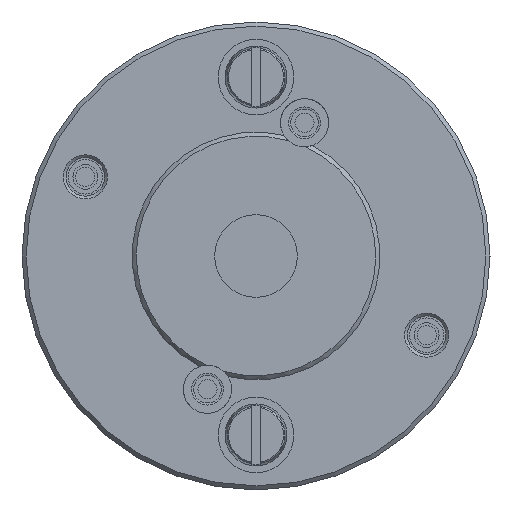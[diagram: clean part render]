
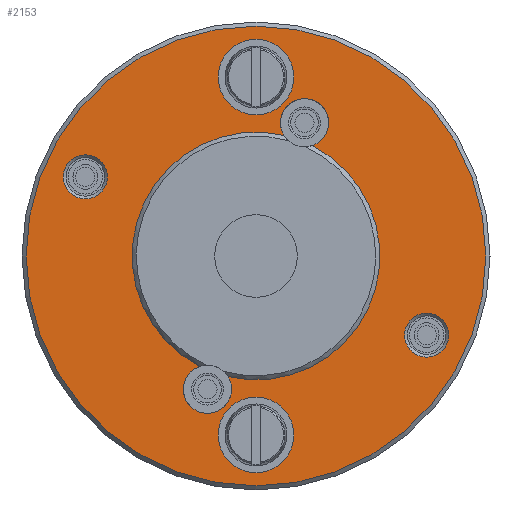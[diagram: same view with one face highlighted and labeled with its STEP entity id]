
A CAD part, left-side view. The second image highlights one B-rep face of the part: STEP entity #2153.
In plain terms, the highlighted planar face has unit normal (-1, 0, 0).
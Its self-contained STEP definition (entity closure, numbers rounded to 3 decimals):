
#16 = EDGE_CURVE ( 'NONE', #592, #592, #2858, .T. ) ;
#21 = ORIENTED_EDGE ( 'NONE', *, *, #782, .F. ) ;
#31 = EDGE_CURVE ( 'Defeature ausgef�hrt1_4+Defeature ausgef�hrt1_5+Defeature ausgef�hrt1_62+Defeature ausgef�hrt1_53', #253, #1535, #2896, .T. ) ;
#85 = CARTESIAN_POINT ( 'NONE',  ( -8.9, -2.028, 8.768 ) ) ;
#132 = FACE_BOUND ( 'NONE', #2850, .T. ) ;
#156 = EDGE_CURVE ( 'Defeature ausgef�hrt1_62+Defeature ausgef�hrt1_5+Defeature ausgef�hrt1_3+Defeature ausgef�hrt1_4', #1265, #253, #553, .T. ) ;
#201 = EDGE_CURVE ( 'NONE', #2725, #2725, #2575, .T. ) ;
#231 = CARTESIAN_POINT ( 'NONE',  ( -8.9, 0., 15.75 ) ) ;
#244 = AXIS2_PLACEMENT_3D ( 'NONE', #1476, #2634, #2842 ) ;
#253 = VERTEX_POINT ( 'NONE', #85 ) ;
#323 = AXIS2_PLACEMENT_3D ( 'NONE', #716, #702, #687 ) ;
#350 = EDGE_CURVE ( 'Defeature ausgef�hrt1_3+Defeature ausgef�hrt1_5+Defeature ausgef�hrt1_53+Defeature ausgef�hrt1_62', #2023, #1265, #2732, .T. ) ;
#525 = ORIENTED_EDGE ( 'NONE', *, *, #704, .F. ) ;
#553 = CIRCLE ( 'NONE', #2586, 1.75 ) ;
#571 = CARTESIAN_POINT ( 'NONE',  ( -8.9, 0., -15.75 ) ) ;
#592 = VERTEX_POINT ( 'NONE', #571 ) ;
#593 = CARTESIAN_POINT ( 'NONE',  ( -8.9, 0., 0. ) ) ;
#606 = DIRECTION ( 'NONE',  ( -1., 0., 0. ) ) ;
#687 = DIRECTION ( 'NONE',  ( 0., 0., 1. ) ) ;
#702 = DIRECTION ( 'NONE',  ( -1., 0., 0. ) ) ;
#704 = EDGE_CURVE ( 'Defeature ausgef�hrt1_53+Defeature ausgef�hrt1_5+Defeature ausgef�hrt1_4+Defeature ausgef�hrt1_3', #1535, #2023, #2807, .T. ) ;
#716 = CARTESIAN_POINT ( 'NONE',  ( -8.9, 0., 0. ) ) ;
#766 = DIRECTION ( 'NONE',  ( 0., 0., 1. ) ) ;
#768 = DIRECTION ( 'NONE',  ( -1., 0., 0. ) ) ;
#778 = FACE_BOUND ( 'NONE', #837, .T. ) ;
#782 = EDGE_CURVE ( 'NONE', #2753, #2753, #2498, .T. ) ;
#812 = FACE_BOUND ( 'NONE', #1808, .T. ) ;
#837 = EDGE_LOOP ( 'NONE', ( #1309 ) ) ;
#900 = EDGE_CURVE ( 'NONE', #1468, #1468, #1414, .T. ) ;
#926 = AXIS2_PLACEMENT_3D ( 'NONE', #1279, #606, #1642 ) ;
#1031 = FACE_OUTER_BOUND ( 'NONE', #1262, .T. ) ;
#1146 = EDGE_LOOP ( 'NONE', ( #21 ) ) ;
#1262 = EDGE_LOOP ( 'NONE', ( #2776 ) ) ;
#1265 = VERTEX_POINT ( 'NONE', #2150 ) ;
#1279 = CARTESIAN_POINT ( 'NONE',  ( -8.9, 0., 0. ) ) ;
#1309 = ORIENTED_EDGE ( 'NONE', *, *, #900, .T. ) ;
#1414 = CIRCLE ( 'NONE', #1700, 1.6 ) ;
#1468 = VERTEX_POINT ( 'NONE', #2742 ) ;
#1469 = DIRECTION ( 'NONE',  ( 0., 0., 1. ) ) ;
#1476 = CARTESIAN_POINT ( 'NONE',  ( -8.9, 3.523, -9.679 ) ) ;
#1535 = VERTEX_POINT ( 'NONE', #2502 ) ;
#1612 = DIRECTION ( 'NONE',  ( 0., 0., 1. ) ) ;
#1642 = DIRECTION ( 'NONE',  ( 0., 0., 1. ) ) ;
#1657 = PLANE ( 'NONE',  #926 ) ;
#1700 = AXIS2_PLACEMENT_3D ( 'NONE', #2388, #2380, #1469 ) ;
#1706 = CARTESIAN_POINT ( 'NONE',  ( -8.9, 12.4, 7.35 ) ) ;
#1755 = FACE_BOUND ( 'NONE', #2456, .T. ) ;
#1764 = CARTESIAN_POINT ( 'NONE',  ( -8.9, 0., 0. ) ) ;
#1779 = VERTEX_POINT ( 'NONE', #2054 ) ;
#1808 = EDGE_LOOP ( 'NONE', ( #2621 ) ) ;
#1833 = AXIS2_PLACEMENT_3D ( 'NONE', #2327, #2321, #2538 ) ;
#1955 = AXIS2_PLACEMENT_3D ( 'NONE', #1764, #2012, #1612 ) ;
#2012 = DIRECTION ( 'NONE',  ( -1., 0., 0. ) ) ;
#2023 = VERTEX_POINT ( 'NONE', #2290 ) ;
#2054 = CARTESIAN_POINT ( 'NONE',  ( -8.9, 0., 16.7 ) ) ;
#2100 = DIRECTION ( 'NONE',  ( 1., 0., 0. ) ) ;
#2107 = DIRECTION ( 'NONE',  ( 0., 0., 1. ) ) ;
#2150 = CARTESIAN_POINT ( 'NONE',  ( -8.9, -4.083, 8.021 ) ) ;
#2153 = ADVANCED_FACE ( 'Defeature ausgef�hrt1_5', ( #778, #812, #132, #1031, #1755, #2888 ), #1657, .T. ) ;
#2172 = DIRECTION ( 'NONE',  ( -1., 0., 0. ) ) ;
#2177 = CARTESIAN_POINT ( 'NONE',  ( -8.9, 12.4, 5.75 ) ) ;
#2201 = DIRECTION ( 'NONE',  ( 0., 0., -1. ) ) ;
#2220 = CARTESIAN_POINT ( 'NONE',  ( -8.9, 0., -13. ) ) ;
#2285 = DIRECTION ( 'NONE',  ( 0., 0., 1. ) ) ;
#2290 = CARTESIAN_POINT ( 'NONE',  ( -8.9, 2.028, -8.768 ) ) ;
#2291 = DIRECTION ( 'NONE',  ( -1., 0., 0. ) ) ;
#2295 = CARTESIAN_POINT ( 'NONE',  ( -8.9, -3.523, 9.679 ) ) ;
#2321 = DIRECTION ( 'NONE',  ( -1., 0., 0. ) ) ;
#2327 = CARTESIAN_POINT ( 'NONE',  ( -8.9, 0., 13. ) ) ;
#2380 = DIRECTION ( 'NONE',  ( 1., 0., 0. ) ) ;
#2388 = CARTESIAN_POINT ( 'NONE',  ( -8.9, -12.4, -5.75 ) ) ;
#2456 = EDGE_LOOP ( 'NONE', ( #2679 ) ) ;
#2498 = CIRCLE ( 'NONE', #1833, 2.75 ) ;
#2502 = CARTESIAN_POINT ( 'NONE',  ( -8.9, 4.083, -8.021 ) ) ;
#2535 = AXIS2_PLACEMENT_3D ( 'NONE', #2220, #2172, #2201 ) ;
#2538 = DIRECTION ( 'NONE',  ( 0., 0., 1. ) ) ;
#2575 = CIRCLE ( 'NONE', #2596, 1.6 ) ;
#2586 = AXIS2_PLACEMENT_3D ( 'NONE', #2295, #2291, #2285 ) ;
#2596 = AXIS2_PLACEMENT_3D ( 'NONE', #2177, #2100, #2107 ) ;
#2621 = ORIENTED_EDGE ( 'NONE', *, *, #201, .T. ) ;
#2634 = DIRECTION ( 'NONE',  ( -1., 0., 0. ) ) ;
#2651 = ORIENTED_EDGE ( 'NONE', *, *, #31, .F. ) ;
#2679 = ORIENTED_EDGE ( 'NONE', *, *, #16, .F. ) ;
#2682 = ORIENTED_EDGE ( 'NONE', *, *, #350, .F. ) ;
#2704 = CIRCLE ( 'NONE', #323, 16.7 ) ;
#2709 = ORIENTED_EDGE ( 'NONE', *, *, #156, .F. ) ;
#2725 = VERTEX_POINT ( 'NONE', #1706 ) ;
#2732 = CIRCLE ( 'NONE', #2745, 9. ) ;
#2742 = CARTESIAN_POINT ( 'NONE',  ( -8.9, -12.4, -4.15 ) ) ;
#2745 = AXIS2_PLACEMENT_3D ( 'NONE', #593, #768, #766 ) ;
#2753 = VERTEX_POINT ( 'NONE', #231 ) ;
#2776 = ORIENTED_EDGE ( 'NONE', *, *, #2932, .T. ) ;
#2807 = CIRCLE ( 'NONE', #244, 1.75 ) ;
#2842 = DIRECTION ( 'NONE',  ( 0., 0., 1. ) ) ;
#2850 = EDGE_LOOP ( 'NONE', ( #2651, #2709, #2682, #525 ) ) ;
#2858 = CIRCLE ( 'NONE', #2535, 2.75 ) ;
#2888 = FACE_BOUND ( 'NONE', #1146, .T. ) ;
#2896 = CIRCLE ( 'NONE', #1955, 9. ) ;
#2932 = EDGE_CURVE ( 'NONE', #1779, #1779, #2704, .T. ) ;
